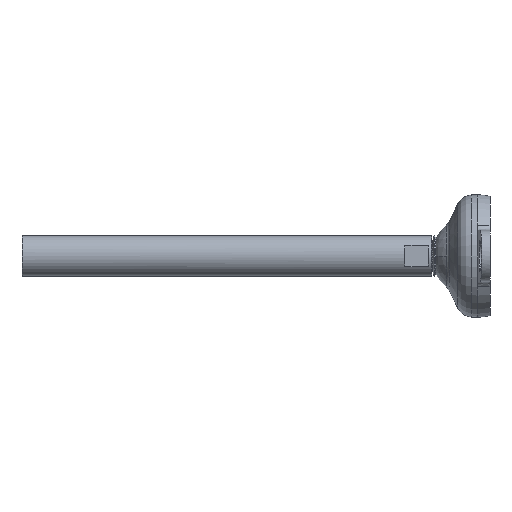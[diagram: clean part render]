
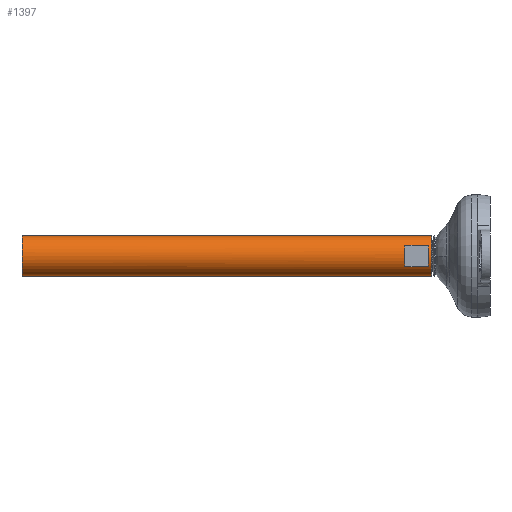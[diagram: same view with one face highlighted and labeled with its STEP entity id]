
A CAD part, left-side view. The second image highlights one B-rep face of the part: STEP entity #1397.
In plain terms, the highlighted cylindrical face has radius 10 mm (diameter 20 mm), a partial arc.
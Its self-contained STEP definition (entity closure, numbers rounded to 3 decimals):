
#18 = CYLINDRICAL_SURFACE ( 'NONE', #1706, 10. ) ;
#37 = CARTESIAN_POINT ( 'NONE',  ( 0., 0., 0. ) ) ;
#66 = CARTESIAN_POINT ( 'NONE',  ( 0., 30., 0. ) ) ;
#77 = EDGE_LOOP ( 'NONE', ( #1548, #1611, #196, #1234 ) ) ;
#81 = DIRECTION ( 'NONE',  ( 0., -1., 0. ) ) ;
#82 = VERTEX_POINT ( 'NONE', #1660 ) ;
#91 = CARTESIAN_POINT ( 'NONE',  ( 0., 28.5, 10. ) ) ;
#134 = CARTESIAN_POINT ( 'NONE',  ( 0., 228., -10. ) ) ;
#154 = CARTESIAN_POINT ( 'NONE',  ( 0., 28.5, -10. ) ) ;
#192 = ORIENTED_EDGE ( 'NONE', *, *, #443, .T. ) ;
#196 = ORIENTED_EDGE ( 'NONE', *, *, #1532, .T. ) ;
#216 = CARTESIAN_POINT ( 'NONE',  ( 0., 228., 10. ) ) ;
#245 = CARTESIAN_POINT ( 'NONE',  ( 0., 41.5, 0. ) ) ;
#252 = DIRECTION ( 'NONE',  ( 0., 1., 0. ) ) ;
#270 = VERTEX_POINT ( 'NONE', #134 ) ;
#290 = VECTOR ( 'NONE', #81, 1000. ) ;
#304 = ORIENTED_EDGE ( 'NONE', *, *, #1170, .T. ) ;
#315 = VERTEX_POINT ( 'NONE', #216 ) ;
#325 = AXIS2_PLACEMENT_3D ( 'NONE', #66, #1138, #1118 ) ;
#338 = CARTESIAN_POINT ( 'NONE',  ( 0., 228., 0. ) ) ;
#348 = DIRECTION ( 'NONE',  ( 0., 0., -1. ) ) ;
#353 = LINE ( 'NONE', #1255, #1185 ) ;
#443 = EDGE_CURVE ( 'NONE', #82, #1449, #1271, .T. ) ;
#446 = LINE ( 'NONE', #583, #1079 ) ;
#449 = DIRECTION ( 'NONE',  ( 0., -1., 0. ) ) ;
#507 = CARTESIAN_POINT ( 'NONE',  ( -8.5, 41.5, 5.268 ) ) ;
#508 = CARTESIAN_POINT ( 'NONE',  ( 0., 0., 10. ) ) ;
#548 = DIRECTION ( 'NONE',  ( 0., 0., -1. ) ) ;
#555 = DIRECTION ( 'NONE',  ( 0., -1., 0. ) ) ;
#562 = EDGE_CURVE ( 'NONE', #1690, #1331, #1215, .T. ) ;
#583 = CARTESIAN_POINT ( 'NONE',  ( 0., 0., -10. ) ) ;
#613 = DIRECTION ( 'NONE',  ( 0., 1., 0. ) ) ;
#628 = DIRECTION ( 'NONE',  ( 0., 0., 1. ) ) ;
#740 = CARTESIAN_POINT ( 'NONE',  ( -8.5, 30., 5.268 ) ) ;
#807 = FACE_BOUND ( 'NONE', #1291, .T. ) ;
#808 = AXIS2_PLACEMENT_3D ( 'NONE', #338, #1305, #348 ) ;
#824 = VERTEX_POINT ( 'NONE', #1306 ) ;
#858 = EDGE_CURVE ( 'NONE', #315, #1690, #1296, .T. ) ;
#873 = CIRCLE ( 'NONE', #808, 10. ) ;
#900 = CARTESIAN_POINT ( 'NONE',  ( 0., 28.5, 0. ) ) ;
#999 = CARTESIAN_POINT ( 'NONE',  ( -8.5, 0., 5.268 ) ) ;
#1079 = VECTOR ( 'NONE', #1658, 1000. ) ;
#1113 = LINE ( 'NONE', #999, #1486 ) ;
#1118 = DIRECTION ( 'NONE',  ( 0., 0., -1. ) ) ;
#1138 = DIRECTION ( 'NONE',  ( 0., -1., 0. ) ) ;
#1170 = EDGE_CURVE ( 'NONE', #1449, #1320, #1113, .T. ) ;
#1185 = VECTOR ( 'NONE', #613, 1000. ) ;
#1215 = CIRCLE ( 'NONE', #1688, 10. ) ;
#1229 = ORIENTED_EDGE ( 'NONE', *, *, #1504, .T. ) ;
#1234 = ORIENTED_EDGE ( 'NONE', *, *, #562, .F. ) ;
#1238 = FACE_OUTER_BOUND ( 'NONE', #77, .T. ) ;
#1255 = CARTESIAN_POINT ( 'NONE',  ( -8.5, 0., -5.268 ) ) ;
#1271 = CIRCLE ( 'NONE', #1634, 10. ) ;
#1286 = EDGE_CURVE ( 'NONE', #315, #270, #873, .T. ) ;
#1291 = EDGE_LOOP ( 'NONE', ( #1381, #192, #304, #1229 ) ) ;
#1296 = LINE ( 'NONE', #508, #290 ) ;
#1305 = DIRECTION ( 'NONE',  ( 0., -1., 0. ) ) ;
#1306 = CARTESIAN_POINT ( 'NONE',  ( -8.5, 30., -5.268 ) ) ;
#1320 = VERTEX_POINT ( 'NONE', #740 ) ;
#1331 = VERTEX_POINT ( 'NONE', #154 ) ;
#1381 = ORIENTED_EDGE ( 'NONE', *, *, #1500, .T. ) ;
#1397 = ADVANCED_FACE ( 'NONE', ( #1238, #807 ), #18, .T. ) ;
#1425 = DIRECTION ( 'NONE',  ( 0., 0., -1. ) ) ;
#1439 = DIRECTION ( 'NONE',  ( 0., -1., 0. ) ) ;
#1449 = VERTEX_POINT ( 'NONE', #507 ) ;
#1486 = VECTOR ( 'NONE', #449, 1000. ) ;
#1500 = EDGE_CURVE ( 'NONE', #824, #82, #353, .T. ) ;
#1504 = EDGE_CURVE ( 'NONE', #1320, #824, #1552, .T. ) ;
#1532 = EDGE_CURVE ( 'NONE', #270, #1331, #446, .T. ) ;
#1548 = ORIENTED_EDGE ( 'NONE', *, *, #858, .F. ) ;
#1552 = CIRCLE ( 'NONE', #325, 10. ) ;
#1611 = ORIENTED_EDGE ( 'NONE', *, *, #1286, .T. ) ;
#1634 = AXIS2_PLACEMENT_3D ( 'NONE', #245, #252, #628 ) ;
#1658 = DIRECTION ( 'NONE',  ( 0., -1., 0. ) ) ;
#1660 = CARTESIAN_POINT ( 'NONE',  ( -8.5, 41.5, -5.268 ) ) ;
#1688 = AXIS2_PLACEMENT_3D ( 'NONE', #900, #1439, #1425 ) ;
#1690 = VERTEX_POINT ( 'NONE', #91 ) ;
#1706 = AXIS2_PLACEMENT_3D ( 'NONE', #37, #555, #548 ) ;
